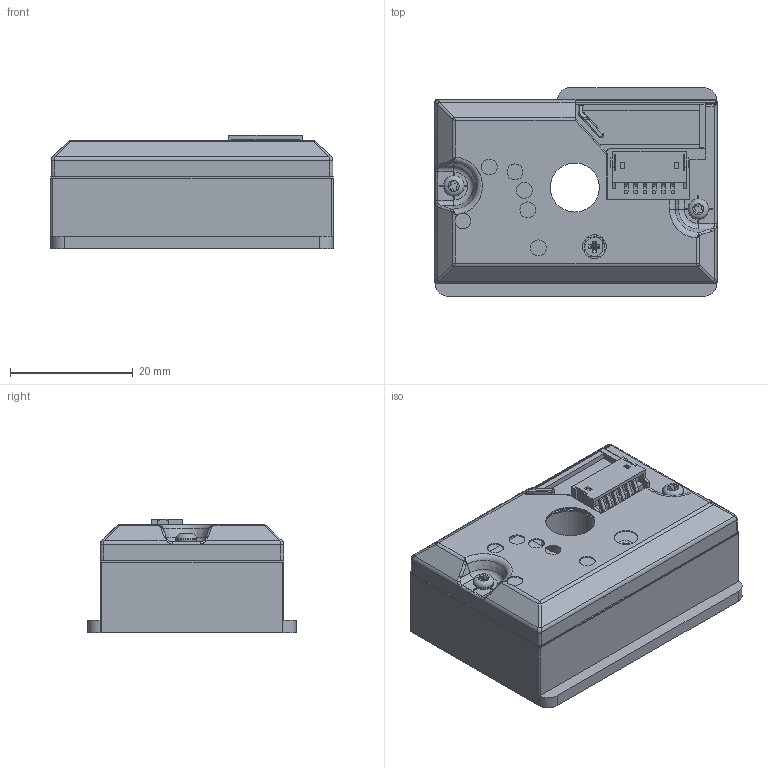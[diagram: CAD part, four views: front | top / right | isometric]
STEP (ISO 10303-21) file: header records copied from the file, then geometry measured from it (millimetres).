
FILE_DESCRIPTION(('FreeCAD Model'),'2;1');
FILE_NAME('GP2Y1010AU0F.step','2017-11-20T14:17:59',('kicad StepUp'),( 'ksu MCAD'),'Open CASCADE STEP processor 6.8','FreeCAD','Unknown');
FILE_SCHEMA(('AUTOMOTIVE_DESIGN_CC2 { 1 2 10303 214 -1 1 5 4 }'));
Length unit declared in the file: millimetre
Products named in the file (1): GP2Y1010AU0F
Bounding box: 46 x 34 x 18.45 mm (x, y, z)
Volume: 19136.6 mm3; surface area: 10805 mm2
Topology: 1 solids, 1 shells, 727 faces, 1949 edges, 1225 vertices
Faces by surface type: plane 458, cylinder 201, bspline 42, torus 20, cone 5, revolution 1
Full cylindrical faces by diameter (mm): 0.9 x1, 1.84 x2, 2 x1, 2.6 x12, 3.36 x2, 3.9 x1, 8 x1, 8.7 x1, 9 x1, 9.5 x1
Entity records: 34518 total; most frequent: CARTESIAN_POINT 11549, ORIENTED_EDGE 3880, DIRECTION 3544, EDGE_CURVE 1940, LINE 1343, VECTOR 1343, VERTEX_POINT 1225, AXIS2_PLACEMENT_3D 1100
